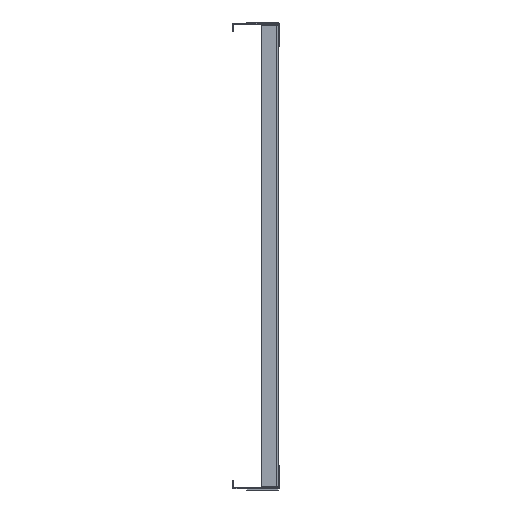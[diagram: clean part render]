
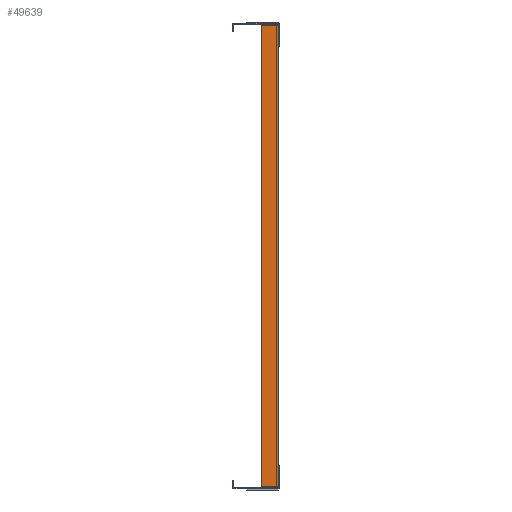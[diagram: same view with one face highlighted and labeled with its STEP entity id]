
A CAD part, left-side view. The second image highlights one B-rep face of the part: STEP entity #49639.
In plain terms, the highlighted planar face has unit normal (-1, 0, 0).
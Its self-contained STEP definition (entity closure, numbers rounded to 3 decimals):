
#6 = VERTEX_POINT ( 'NONE', #26145 ) ;
#2193 = CARTESIAN_POINT ( 'NONE',  ( -1653.776, 158.597, -463.6 ) ) ;
#3107 = VECTOR ( 'NONE', #45528, 1000. ) ;
#3223 = EDGE_CURVE ( 'NONE', #46294, #28850, #50289, .T. ) ;
#4749 = VERTEX_POINT ( 'NONE', #2193 ) ;
#5566 = EDGE_CURVE ( 'NONE', #23873, #46294, #35018, .T. ) ;
#6695 = ORIENTED_EDGE ( 'NONE', *, *, #5566, .T. ) ;
#7504 = VECTOR ( 'NONE', #51982, 1000. ) ;
#8894 = EDGE_CURVE ( 'NONE', #31644, #26690, #14991, .T. ) ;
#10481 = VECTOR ( 'NONE', #45089, 1000. ) ;
#10848 = DIRECTION ( 'NONE',  ( 0., 0., -1. ) ) ;
#12866 = CARTESIAN_POINT ( 'NONE',  ( -1653.776, 158.497, -488.221 ) ) ;
#13198 = CARTESIAN_POINT ( 'NONE',  ( -1653.776, 158.597, -486.1 ) ) ;
#14220 = ORIENTED_EDGE ( 'NONE', *, *, #35243, .F. ) ;
#14282 = LINE ( 'NONE', #12866, #10481 ) ;
#14991 = LINE ( 'NONE', #36256, #35185 ) ;
#15021 = PLANE ( 'NONE',  #19371 ) ;
#15046 = LINE ( 'NONE', #41536, #3107 ) ;
#16534 = ORIENTED_EDGE ( 'NONE', *, *, #18301, .F. ) ;
#16868 = CARTESIAN_POINT ( 'NONE',  ( -1653.776, 158.597, 8.9 ) ) ;
#17073 = VECTOR ( 'NONE', #10848, 1000. ) ;
#17927 = DIRECTION ( 'NONE',  ( 0., -1., 0. ) ) ;
#18118 = CARTESIAN_POINT ( 'NONE',  ( -1653.776, 158.497, -463.6 ) ) ;
#18301 = EDGE_CURVE ( 'NONE', #26690, #6, #32263, .T. ) ;
#18612 = EDGE_CURVE ( 'NONE', #4749, #28850, #27822, .T. ) ;
#19027 = DIRECTION ( 'NONE',  ( 1., 0., 0. ) ) ;
#19371 = AXIS2_PLACEMENT_3D ( 'NONE', #43169, #19027, #47178 ) ;
#22572 = CARTESIAN_POINT ( 'NONE',  ( -1653.776, 158.597, -13.6 ) ) ;
#23873 = VERTEX_POINT ( 'NONE', #32617 ) ;
#24238 = ORIENTED_EDGE ( 'NONE', *, *, #18612, .F. ) ;
#26145 = CARTESIAN_POINT ( 'NONE',  ( -1653.776, 158.497, -13.6 ) ) ;
#26690 = VERTEX_POINT ( 'NONE', #22572 ) ;
#27822 = LINE ( 'NONE', #38878, #17073 ) ;
#28504 = LINE ( 'NONE', #41386, #48555 ) ;
#28850 = VERTEX_POINT ( 'NONE', #13198 ) ;
#31644 = VERTEX_POINT ( 'NONE', #16868 ) ;
#32263 = LINE ( 'NONE', #34004, #41706 ) ;
#32617 = CARTESIAN_POINT ( 'NONE',  ( -1653.776, 176.497, 8.9 ) ) ;
#32980 = EDGE_CURVE ( 'NONE', #38639, #4749, #28504, .T. ) ;
#33684 = ORIENTED_EDGE ( 'NONE', *, *, #32980, .F. ) ;
#34004 = CARTESIAN_POINT ( 'NONE',  ( -1653.776, 158.597, -13.6 ) ) ;
#34209 = ORIENTED_EDGE ( 'NONE', *, *, #8894, .F. ) ;
#35018 = LINE ( 'NONE', #42321, #44394 ) ;
#35185 = VECTOR ( 'NONE', #40311, 1000. ) ;
#35243 = EDGE_CURVE ( 'NONE', #23873, #31644, #15046, .T. ) ;
#36076 = CARTESIAN_POINT ( 'NONE',  ( -1653.776, 176.497, -486.1 ) ) ;
#36256 = CARTESIAN_POINT ( 'NONE',  ( -1653.776, 158.597, 11.4 ) ) ;
#36305 = EDGE_CURVE ( 'NONE', #38639, #6, #14282, .T. ) ;
#36714 = ORIENTED_EDGE ( 'NONE', *, *, #36305, .T. ) ;
#36995 = FACE_OUTER_BOUND ( 'NONE', #46902, .T. ) ;
#37116 = ORIENTED_EDGE ( 'NONE', *, *, #3223, .T. ) ;
#37325 = DIRECTION ( 'NONE',  ( 0., 1., 0. ) ) ;
#38639 = VERTEX_POINT ( 'NONE', #18118 ) ;
#38878 = CARTESIAN_POINT ( 'NONE',  ( -1653.776, 158.597, -488.6 ) ) ;
#40311 = DIRECTION ( 'NONE',  ( 0., 0., -1. ) ) ;
#41386 = CARTESIAN_POINT ( 'NONE',  ( -1653.776, 158.597, -463.6 ) ) ;
#41536 = CARTESIAN_POINT ( 'NONE',  ( -1653.776, 176.497, 8.9 ) ) ;
#41706 = VECTOR ( 'NONE', #17927, 1000. ) ;
#42321 = CARTESIAN_POINT ( 'NONE',  ( -1653.776, 176.497, 8.9 ) ) ;
#43169 = CARTESIAN_POINT ( 'NONE',  ( -1653.776, 176.497, 8.9 ) ) ;
#44394 = VECTOR ( 'NONE', #46334, 1000. ) ;
#45089 = DIRECTION ( 'NONE',  ( 0., 0., 1. ) ) ;
#45528 = DIRECTION ( 'NONE',  ( 0., -1., 0. ) ) ;
#46294 = VERTEX_POINT ( 'NONE', #50143 ) ;
#46334 = DIRECTION ( 'NONE',  ( 0., 0., -1. ) ) ;
#46902 = EDGE_LOOP ( 'NONE', ( #16534, #34209, #14220, #6695, #37116, #24238, #33684, #36714 ) ) ;
#47178 = DIRECTION ( 'NONE',  ( 0., 0., -1. ) ) ;
#48555 = VECTOR ( 'NONE', #37325, 1000. ) ;
#49639 = ADVANCED_FACE ( 'NONE', ( #36995 ), #15021, .F. ) ;
#50143 = CARTESIAN_POINT ( 'NONE',  ( -1653.776, 176.497, -486.1 ) ) ;
#50289 = LINE ( 'NONE', #36076, #7504 ) ;
#51982 = DIRECTION ( 'NONE',  ( 0., -1., 0. ) ) ;
